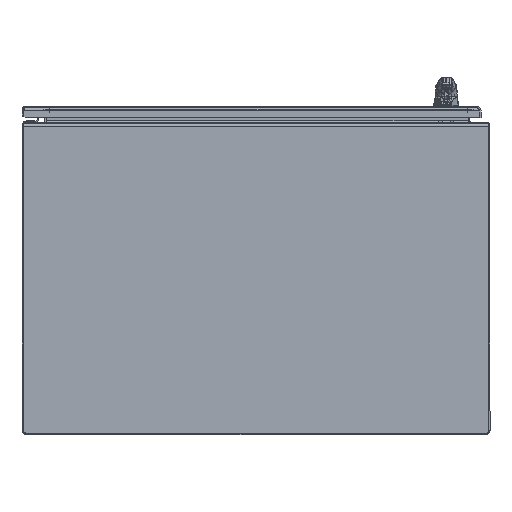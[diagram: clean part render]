
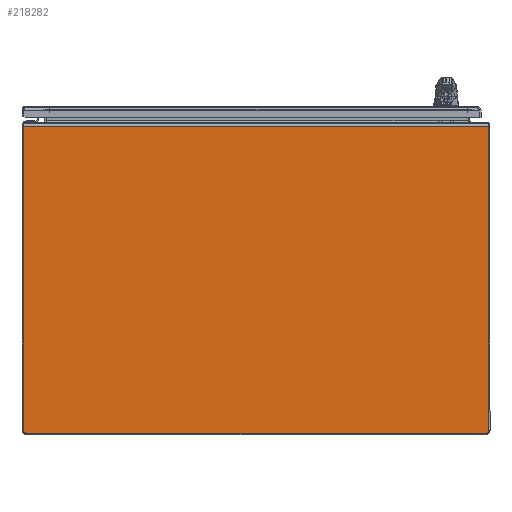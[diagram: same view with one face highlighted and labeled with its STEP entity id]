
A CAD part, front view. The second image highlights one B-rep face of the part: STEP entity #218282.
In plain terms, the highlighted planar face has unit normal (0, -1, 0).
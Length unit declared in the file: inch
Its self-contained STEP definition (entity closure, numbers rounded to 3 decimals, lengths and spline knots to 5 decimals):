
#125 = VERTEX_POINT ( 'NONE', #23102 ) ;
#5833 = DIRECTION ( 'NONE',  ( 0., -1., 0. ) ) ;
#22668 = CARTESIAN_POINT ( 'NONE',  ( 0., -30.0625, 14.2405 ) ) ;
#23102 = CARTESIAN_POINT ( 'NONE',  ( -17.9585, -30.0625, -9.4265 ) ) ;
#25582 = CARTESIAN_POINT ( 'NONE',  ( -17.9585, -30.0625, 2.532 ) ) ;
#27112 = DIRECTION ( 'NONE',  ( 0., 0., 1. ) ) ;
#33632 = AXIS2_PLACEMENT_3D ( 'NONE', #178351, #5833, #27112 ) ;
#36690 = ORIENTED_EDGE ( 'NONE', *, *, #67617, .T. ) ;
#42924 = FACE_OUTER_BOUND ( 'NONE', #149086, .T. ) ;
#47394 = VERTEX_POINT ( 'NONE', #80491 ) ;
#57717 = VECTOR ( 'NONE', #94435, 39.37008 ) ;
#61246 = CARTESIAN_POINT ( 'NONE',  ( 0., -30.0625, -9.4265 ) ) ;
#64571 = VECTOR ( 'NONE', #199847, 39.37008 ) ;
#67617 = EDGE_CURVE ( 'NONE', #221038, #125, #150837, .T. ) ;
#69909 = CARTESIAN_POINT ( 'NONE',  ( -17.9585, -30.0625, 14.2405 ) ) ;
#80491 = CARTESIAN_POINT ( 'NONE',  ( 17.9585, -30.0625, -9.4265 ) ) ;
#91417 = DIRECTION ( 'NONE',  ( -1., 0., 0. ) ) ;
#94435 = DIRECTION ( 'NONE',  ( 0., 0., -1. ) ) ;
#95644 = ORIENTED_EDGE ( 'NONE', *, *, #196031, .T. ) ;
#95827 = ORIENTED_EDGE ( 'NONE', *, *, #128639, .T. ) ;
#110735 = PLANE ( 'NONE',  #33632 ) ;
#117616 = EDGE_CURVE ( 'NONE', #47394, #184923, #125694, .T. ) ;
#125694 = LINE ( 'NONE', #175241, #158947 ) ;
#128639 = EDGE_CURVE ( 'NONE', #125, #47394, #181852, .T. ) ;
#146796 = CARTESIAN_POINT ( 'NONE',  ( 17.9585, -30.0625, 14.2405 ) ) ;
#149086 = EDGE_LOOP ( 'NONE', ( #95827, #190564, #95644, #36690 ) ) ;
#150837 = LINE ( 'NONE', #25582, #57717 ) ;
#158947 = VECTOR ( 'NONE', #212402, 39.37008 ) ;
#175241 = CARTESIAN_POINT ( 'NONE',  ( 17.9585, -30.0625, 2.532 ) ) ;
#178351 = CARTESIAN_POINT ( 'NONE',  ( 0., -30.0625, 2.532 ) ) ;
#181852 = LINE ( 'NONE', #61246, #64571 ) ;
#184923 = VERTEX_POINT ( 'NONE', #146796 ) ;
#190564 = ORIENTED_EDGE ( 'NONE', *, *, #117616, .T. ) ;
#194010 = LINE ( 'NONE', #22668, #212412 ) ;
#196031 = EDGE_CURVE ( 'NONE', #184923, #221038, #194010, .T. ) ;
#199847 = DIRECTION ( 'NONE',  ( 1., 0., 0. ) ) ;
#212402 = DIRECTION ( 'NONE',  ( 0., 0., 1. ) ) ;
#212412 = VECTOR ( 'NONE', #91417, 39.37008 ) ;
#218282 = ADVANCED_FACE ( 'NONE', ( #42924 ), #110735, .T. ) ;
#221038 = VERTEX_POINT ( 'NONE', #69909 ) ;
